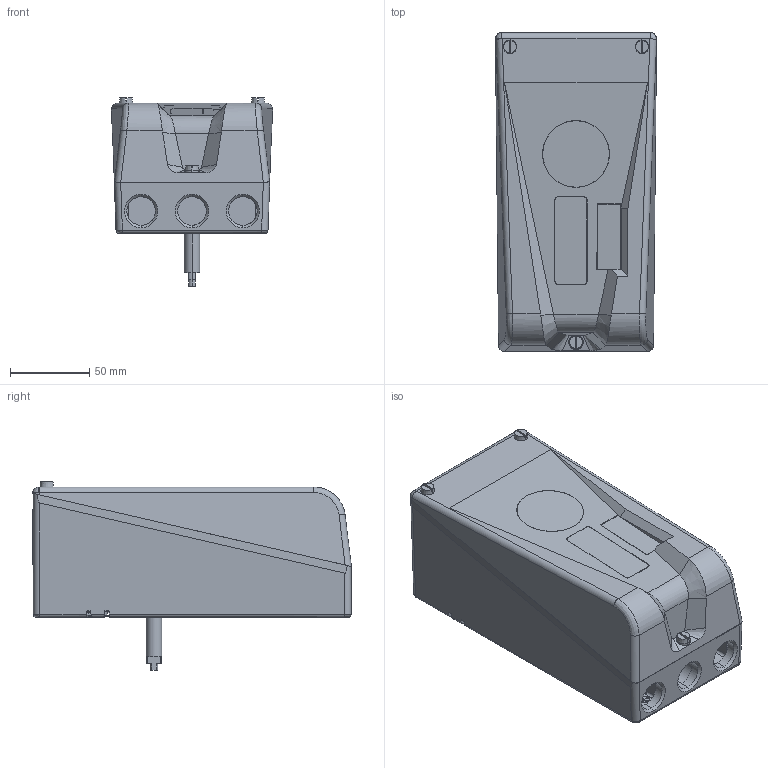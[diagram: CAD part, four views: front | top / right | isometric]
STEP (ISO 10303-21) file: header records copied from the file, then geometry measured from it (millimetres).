
FILE_DESCRIPTION (( 'STEP AP214' ), '1' );
FILE_NAME ('D3_std_140814.STEP', '2014-08-14T15:27:15', ( '' ), ( '' ), 'SwSTEP 2.0', 'SolidWorks 2013', '' );
FILE_SCHEMA (( 'AUTOMOTIVE_DESIGN' ));
Length unit declared in the file: millimetre
Products named in the file (1): D3_std_140814
Bounding box: 101.4 x 200.61 x 118.55 mm (x, y, z)
Volume: 463767.3 mm3; surface area: 220584.6 mm2
Topology: 17 solids, 18 shells, 1683 faces, 4161 edges, 2550 vertices
Faces by surface type: cylinder 523, plane 520, cone 337, bspline 199, torus 104
Entity records: 68892 total; most frequent: CARTESIAN_POINT 31603, ORIENTED_EDGE 8224, DIRECTION 6937, EDGE_CURVE 4112, VERTEX_POINT 2550, AXIS2_PLACEMENT_3D 2527, VECTOR 1883, LINE 1883
